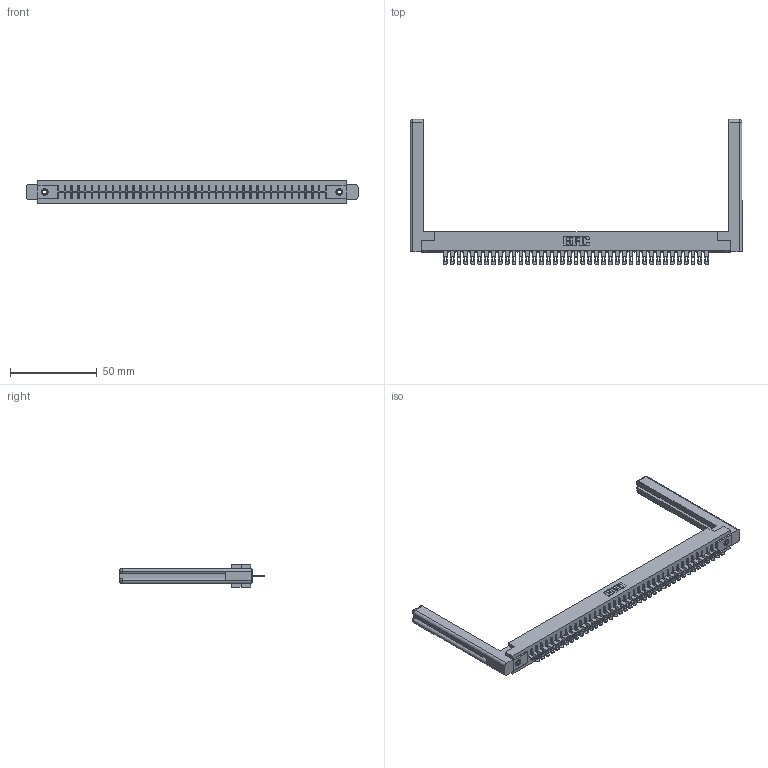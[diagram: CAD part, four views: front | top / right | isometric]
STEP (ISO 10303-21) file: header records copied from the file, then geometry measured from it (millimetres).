
FILE_DESCRIPTION (( 'STEP AP203' ), '1' );
FILE_NAME ('356-039-400-158.STEP', '2020-09-24T00:01:25', ( '' ), ( '' ), 'SwSTEP 2.0', 'SolidWorks 2020', '' );
FILE_SCHEMA (( 'CONFIG_CONTROL_DESIGN' ));
Length unit declared in the file: inch
Products named in the file (5): 307-220-058; 306-290-001_100; 306 Part_.156 Dia; 345-250-001_345-250-001-102; 356-039-400-158
Assembly tree (44 placements, depth 2):
  356-039-400-158
    306 Part_.156 Dia
    306-290-001_100  x39
    345-250-001_345-250-001-102  x2
    307-220-058  x2
Bounding box: 191.16 x 83.52 x 12.7 mm (x, y, z)
Volume: 28309.3 mm3; surface area: 27579.4 mm2
Topology: 44 solids, 44 shells, 3222 faces, 9055 edges, 5814 vertices
Faces by surface type: plane 2102, cylinder 940, sphere 156, cone 12, torus 12
Entity records: 39555 total; most frequent: CARTESIAN_POINT 6651, ORIENTED_EDGE 6536, DIRECTION 6514, EDGE_CURVE 3268, VECTOR 2548, LINE 2548, VERTEX_POINT 2066, AXIS2_PLACEMENT_3D 1983
